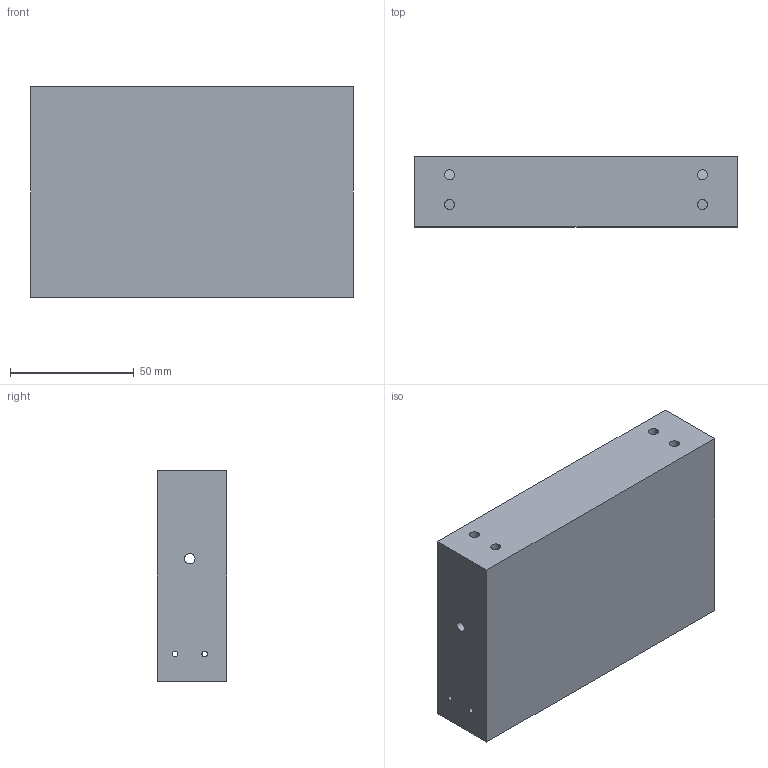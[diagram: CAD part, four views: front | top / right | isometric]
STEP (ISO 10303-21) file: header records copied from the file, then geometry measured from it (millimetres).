
FILE_DESCRIPTION(/* description */ (''),/* implementation_level */ '2;1');
FILE_NAME(/* name */ 'BodyWedgeBaseV3.2.ipt.step',/* time_stamp */ '2024-02-28T22:21:40-06:00',/* author */ ('smz3rm'),/* organization */ (''),/* preprocessor_version */ 'ST-DEVELOPER v18',/* originating_system */ 'Autodesk Inventor 2020',/* authorisation */ '');
FILE_SCHEMA (('AUTOMOTIVE_DESIGN { 1 0 10303 214 3 1 1 }'));
Length unit declared in the file: millimetre
Products named in the file (1): BodyWedgeBaseV3.1
Bounding box: 130 x 28.22 x 85 mm (x, y, z)
Volume: 107397.1 mm3; surface area: 49660.3 mm2
Topology: 1 solids, 1 shells, 83 faces, 236 edges, 168 vertices
Faces by surface type: plane 51, cylinder 28, cone 4
Full cylindrical faces by diameter (mm): 2.2 x4, 3.1 x4, 3.8 x4, 4 x8, 4.2 x2, 16.5 x2
Entity records: 2895 total; most frequent: DIRECTION 516, CARTESIAN_POINT 488, ORIENTED_EDGE 472, EDGE_CURVE 236, AXIS2_PLACEMENT_3D 196, VERTEX_POINT 168, EDGE_LOOP 124, LINE 124
